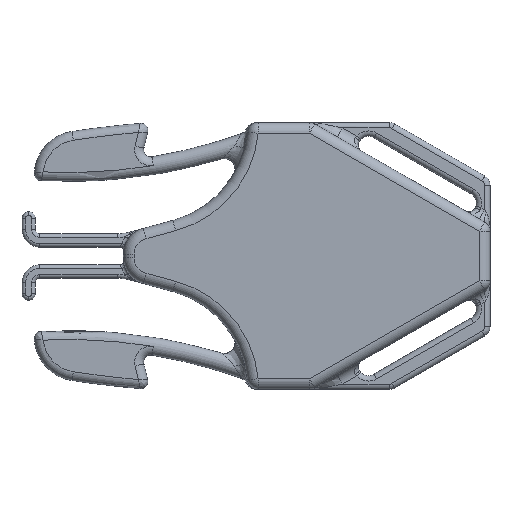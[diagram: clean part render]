
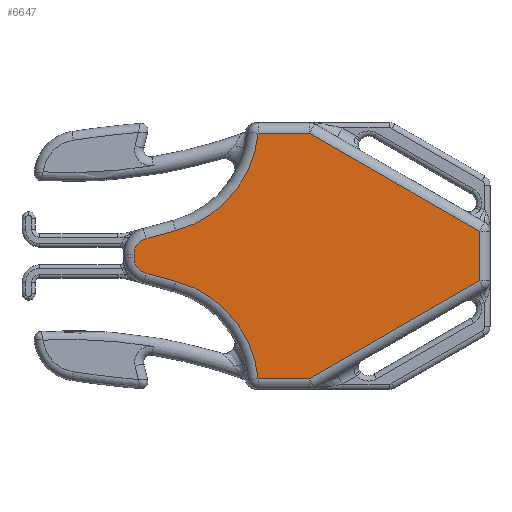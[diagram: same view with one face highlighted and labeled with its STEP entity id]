
A CAD part, front view. The second image highlights one B-rep face of the part: STEP entity #6647.
In plain terms, the highlighted planar face has unit normal (0, -1, 0).
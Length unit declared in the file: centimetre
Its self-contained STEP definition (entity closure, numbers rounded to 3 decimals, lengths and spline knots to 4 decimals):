
#529=FACE_OUTER_BOUND('',#962,.T.);
#962=EDGE_LOOP('',(#4904,#4905,#4906,#4907,#4908,#4909,#4910,#4911,#4912,
#4913,#4914,#4915));
#1459=CIRCLE('',#7214,1.5992);
#1460=CIRCLE('',#7215,0.2286);
#1461=CIRCLE('',#7216,0.2286);
#1462=CIRCLE('',#7217,1.5992);
#2077=LINE('',#11426,#2535);
#2078=LINE('',#11428,#2536);
#2079=LINE('',#11430,#2537);
#2080=LINE('',#11432,#2538);
#2081=LINE('',#11436,#2539);
#2082=LINE('',#11440,#2540);
#2083=LINE('',#11444,#2541);
#2084=LINE('',#11447,#2542);
#2535=VECTOR('',#8542,2.8041);
#2536=VECTOR('',#8543,0.7011);
#2537=VECTOR('',#8544,2.8041);
#2538=VECTOR('',#8545,0.7284);
#2539=VECTOR('',#8548,0.4407);
#2540=VECTOR('',#8551,0.0511);
#2541=VECTOR('',#8554,0.4407);
#2542=VECTOR('',#8557,0.7284);
#3087=VERTEX_POINT('',#11424);
#3088=VERTEX_POINT('',#11425);
#3089=VERTEX_POINT('',#11427);
#3090=VERTEX_POINT('',#11429);
#3091=VERTEX_POINT('',#11431);
#3092=VERTEX_POINT('',#11433);
#3093=VERTEX_POINT('',#11435);
#3094=VERTEX_POINT('',#11437);
#3095=VERTEX_POINT('',#11439);
#3096=VERTEX_POINT('',#11441);
#3097=VERTEX_POINT('',#11443);
#3098=VERTEX_POINT('',#11445);
#3775=EDGE_CURVE('',#3087,#3088,#2077,.F.);
#3776=EDGE_CURVE('',#3088,#3089,#2078,.F.);
#3777=EDGE_CURVE('',#3089,#3090,#2079,.F.);
#3778=EDGE_CURVE('',#3090,#3091,#2080,.F.);
#3779=EDGE_CURVE('',#3091,#3092,#1459,.F.);
#3780=EDGE_CURVE('',#3092,#3093,#2081,.F.);
#3781=EDGE_CURVE('',#3093,#3094,#1460,.T.);
#3782=EDGE_CURVE('',#3094,#3095,#2082,.F.);
#3783=EDGE_CURVE('',#3095,#3096,#1461,.T.);
#3784=EDGE_CURVE('',#3096,#3097,#2083,.F.);
#3785=EDGE_CURVE('',#3097,#3098,#1462,.F.);
#3786=EDGE_CURVE('',#3098,#3087,#2084,.F.);
#4904=ORIENTED_EDGE('',*,*,#3775,.T.);
#4905=ORIENTED_EDGE('',*,*,#3776,.T.);
#4906=ORIENTED_EDGE('',*,*,#3777,.T.);
#4907=ORIENTED_EDGE('',*,*,#3778,.T.);
#4908=ORIENTED_EDGE('',*,*,#3779,.T.);
#4909=ORIENTED_EDGE('',*,*,#3780,.T.);
#4910=ORIENTED_EDGE('',*,*,#3781,.T.);
#4911=ORIENTED_EDGE('',*,*,#3782,.T.);
#4912=ORIENTED_EDGE('',*,*,#3783,.T.);
#4913=ORIENTED_EDGE('',*,*,#3784,.T.);
#4914=ORIENTED_EDGE('',*,*,#3785,.T.);
#4915=ORIENTED_EDGE('',*,*,#3786,.T.);
#6534=PLANE('',#7213);
#6647=ADVANCED_FACE('',(#529),#6534,.T.);
#7213=AXIS2_PLACEMENT_3D('',#11423,#8540,#8541);
#7214=AXIS2_PLACEMENT_3D('',#11434,#8546,#8547);
#7215=AXIS2_PLACEMENT_3D('',#11438,#8549,#8550);
#7216=AXIS2_PLACEMENT_3D('',#11442,#8552,#8553);
#7217=AXIS2_PLACEMENT_3D('',#11446,#8555,#8556);
#8540=DIRECTION('center_axis',(0.,-1.,0.));
#8541=DIRECTION('ref_axis',(0.,0.,-1.));
#8542=DIRECTION('',(-0.866,0.,-0.5));
#8543=DIRECTION('',(0.,0.,-1.));
#8544=DIRECTION('',(0.866,0.,-0.5));
#8545=DIRECTION('',(1.,0.,0.));
#8546=DIRECTION('center_axis',(0.,-1.,0.));
#8547=DIRECTION('ref_axis',(0.,0.,-1.));
#8548=DIRECTION('',(0.966,0.,0.26));
#8549=DIRECTION('center_axis',(0.,-1.,0.));
#8550=DIRECTION('ref_axis',(0.,0.,-1.));
#8551=DIRECTION('',(0.,0.,1.));
#8552=DIRECTION('center_axis',(0.,-1.,0.));
#8553=DIRECTION('ref_axis',(0.,0.,-1.));
#8554=DIRECTION('',(-0.966,0.,0.26));
#8555=DIRECTION('center_axis',(0.,-1.,0.));
#8556=DIRECTION('ref_axis',(0.,0.,-1.));
#8557=DIRECTION('',(-1.,0.,0.));
#11423=CARTESIAN_POINT('Origin',(0.3312,-0.635,1.905));
#11424=CARTESIAN_POINT('',(2.6516,-0.635,-1.7526));
#11425=CARTESIAN_POINT('',(5.08,-0.635,-0.3505));
#11426=CARTESIAN_POINT('',(5.08,-0.635,-0.3505));
#11427=CARTESIAN_POINT('',(5.08,-0.635,0.3505));
#11428=CARTESIAN_POINT('',(5.08,-0.635,0.3505));
#11429=CARTESIAN_POINT('',(2.6516,-0.635,1.7526));
#11430=CARTESIAN_POINT('',(2.6516,-0.635,1.7526));
#11431=CARTESIAN_POINT('',(1.9231,-0.635,1.7526));
#11432=CARTESIAN_POINT('',(1.9231,-0.635,1.7526));
#11433=CARTESIAN_POINT('',(0.7471,-0.635,0.3608));
#11434=CARTESIAN_POINT('Origin',(0.3312,-0.635,1.905));
#11435=CARTESIAN_POINT('',(0.3216,-0.635,0.2463));
#11436=CARTESIAN_POINT('',(0.3216,-0.635,0.2463));
#11437=CARTESIAN_POINT('',(0.1524,-0.635,0.0255));
#11438=CARTESIAN_POINT('Origin',(0.381,-0.635,0.0255));
#11439=CARTESIAN_POINT('',(0.1524,-0.635,-0.0255));
#11440=CARTESIAN_POINT('',(0.1524,-0.635,-0.0255));
#11441=CARTESIAN_POINT('',(0.3216,-0.635,-0.2463));
#11442=CARTESIAN_POINT('Origin',(0.381,-0.635,-0.0255));
#11443=CARTESIAN_POINT('',(0.7471,-0.635,-0.3608));
#11444=CARTESIAN_POINT('',(0.7471,-0.635,-0.3608));
#11445=CARTESIAN_POINT('',(1.9231,-0.635,-1.7526));
#11446=CARTESIAN_POINT('Origin',(0.3312,-0.635,-1.905));
#11447=CARTESIAN_POINT('',(2.6516,-0.635,-1.7526));
